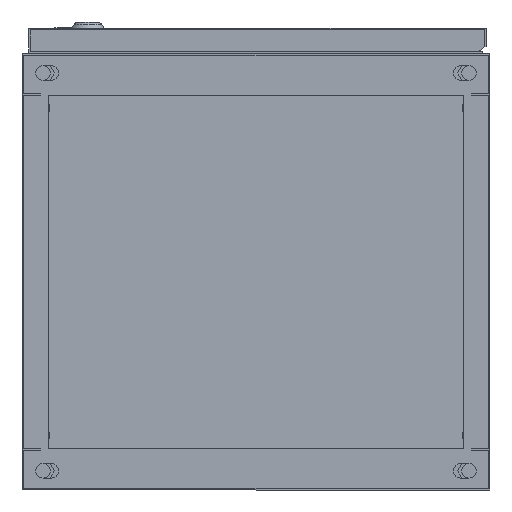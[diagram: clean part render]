
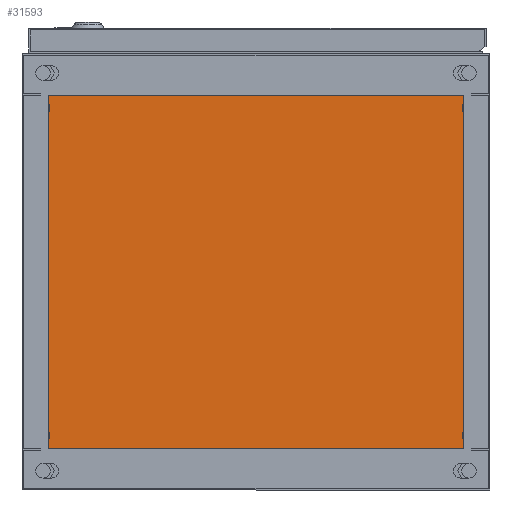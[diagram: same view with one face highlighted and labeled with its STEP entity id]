
A CAD part, front view. The second image highlights one B-rep face of the part: STEP entity #31593.
In plain terms, the highlighted planar face has unit normal (0, -1, 0).
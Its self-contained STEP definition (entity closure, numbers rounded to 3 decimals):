
#1927 = DIRECTION ( 'NONE',  ( -1., 0., 0. ) ) ;
#3092 = CARTESIAN_POINT ( 'NONE',  ( -200., 1799., 170. ) ) ;
#3637 = CARTESIAN_POINT ( 'NONE',  ( -200., 1799., -170. ) ) ;
#12611 = FACE_OUTER_BOUND ( 'NONE', #86333, .T. ) ;
#13820 = PLANE ( 'NONE',  #15097 ) ;
#15097 = AXIS2_PLACEMENT_3D ( 'NONE', #66783, #82093, #20004 ) ;
#18937 = EDGE_CURVE ( 'NONE', #88670, #53496, #91814, .T. ) ;
#19828 = EDGE_CURVE ( 'NONE', #52588, #31967, #95145, .T. ) ;
#20004 = DIRECTION ( 'NONE',  ( 0., 0., 1. ) ) ;
#20209 = VECTOR ( 'NONE', #1927, 1000. ) ;
#23925 = CARTESIAN_POINT ( 'NONE',  ( -200., 1799., 170. ) ) ;
#26199 = ORIENTED_EDGE ( 'NONE', *, *, #69619, .F. ) ;
#31593 = ADVANCED_FACE ( 'NONE', ( #12611 ), #13820, .F. ) ;
#31967 = VERTEX_POINT ( 'NONE', #92792 ) ;
#32384 = ORIENTED_EDGE ( 'NONE', *, *, #89912, .F. ) ;
#35237 = DIRECTION ( 'NONE',  ( 0., 0., 1. ) ) ;
#35540 = CARTESIAN_POINT ( 'NONE',  ( -200., 1799., -170. ) ) ;
#49794 = CARTESIAN_POINT ( 'NONE',  ( 200., 1799., 170. ) ) ;
#52588 = VERTEX_POINT ( 'NONE', #49794 ) ;
#53496 = VERTEX_POINT ( 'NONE', #23925 ) ;
#55043 = CARTESIAN_POINT ( 'NONE',  ( -200., 1799., -170. ) ) ;
#56602 = VECTOR ( 'NONE', #97832, 1000. ) ;
#58512 = VECTOR ( 'NONE', #94943, 1000. ) ;
#61551 = VECTOR ( 'NONE', #35237, 1000. ) ;
#63127 = LINE ( 'NONE', #55043, #20209 ) ;
#64683 = ORIENTED_EDGE ( 'NONE', *, *, #19828, .F. ) ;
#66783 = CARTESIAN_POINT ( 'NONE',  ( 0., 1799., 0. ) ) ;
#69619 = EDGE_CURVE ( 'NONE', #53496, #52588, #78993, .T. ) ;
#78993 = LINE ( 'NONE', #3092, #58512 ) ;
#81389 = ORIENTED_EDGE ( 'NONE', *, *, #18937, .F. ) ;
#82093 = DIRECTION ( 'NONE',  ( 0., 1., 0. ) ) ;
#86333 = EDGE_LOOP ( 'NONE', ( #81389, #32384, #64683, #26199 ) ) ;
#88670 = VERTEX_POINT ( 'NONE', #3637 ) ;
#89912 = EDGE_CURVE ( 'NONE', #31967, #88670, #63127, .T. ) ;
#91814 = LINE ( 'NONE', #35540, #61551 ) ;
#92792 = CARTESIAN_POINT ( 'NONE',  ( 200., 1799., -170. ) ) ;
#94943 = DIRECTION ( 'NONE',  ( 1., 0., 0. ) ) ;
#95145 = LINE ( 'NONE', #97659, #56602 ) ;
#97659 = CARTESIAN_POINT ( 'NONE',  ( 200., 1799., -170. ) ) ;
#97832 = DIRECTION ( 'NONE',  ( 0., 0., -1. ) ) ;
